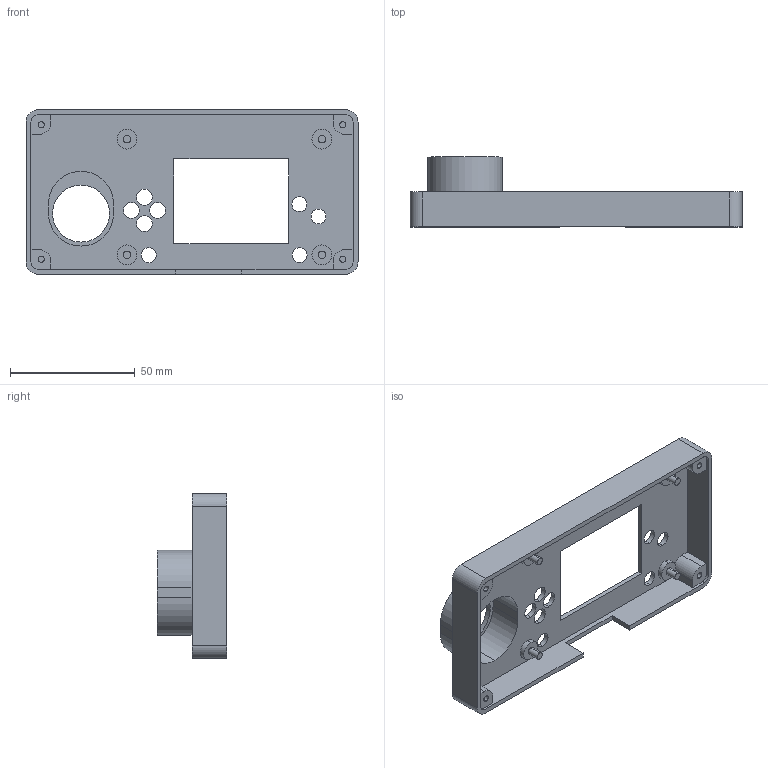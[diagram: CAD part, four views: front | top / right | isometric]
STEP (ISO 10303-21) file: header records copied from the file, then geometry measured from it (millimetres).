
FILE_DESCRIPTION (( 'STEP AP203' ), '1' );
FILE_NAME ('Part-1.STEP', '2020-08-27T02:30:18', ( '' ), ( '' ), 'SwSTEP 2.0', 'SolidWorks 2019', '' );
FILE_SCHEMA (( 'CONFIG_CONTROL_DESIGN' ));
Length unit declared in the file: millimetre
Products named in the file (1): Part-1
Bounding box: 133 x 28 x 66.02 mm (x, y, z)
Volume: 27257.6 mm3; surface area: 26726.5 mm2
Topology: 1 solids, 1 shells, 110 faces, 282 edges, 188 vertices
Faces by surface type: cylinder 62, plane 48
Entity records: 3507 total; most frequent: DIRECTION 628, CARTESIAN_POINT 581, ORIENTED_EDGE 564, EDGE_CURVE 282, AXIS2_PLACEMENT_3D 235, VERTEX_POINT 188, LINE 158, VECTOR 158
